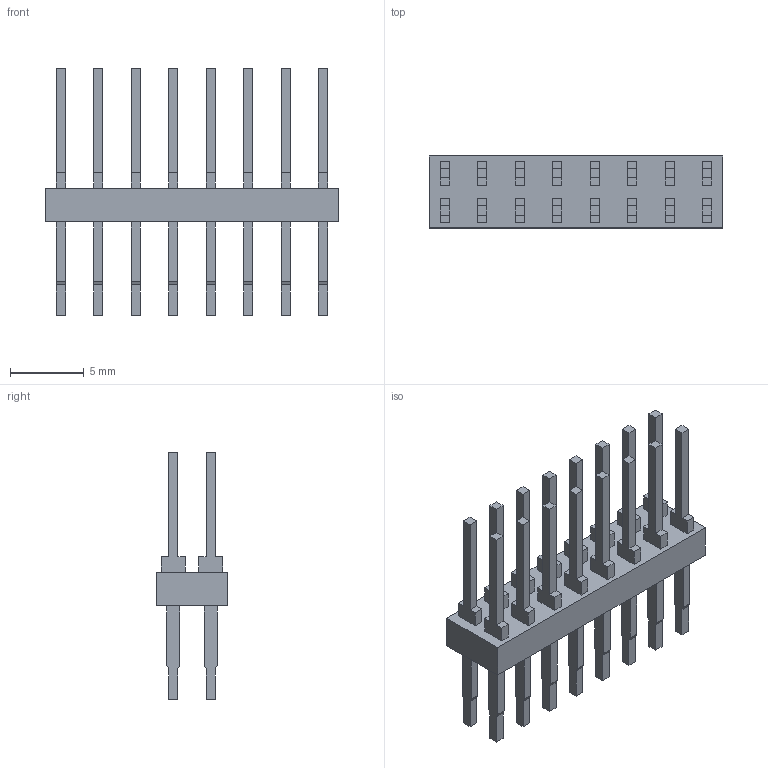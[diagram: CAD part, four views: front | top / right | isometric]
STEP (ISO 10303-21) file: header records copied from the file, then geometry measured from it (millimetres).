
FILE_DESCRIPTION((''),'2;1');
FILE_NAME('C-0103233-07-3','2007-08-31T',('workeradm'),('Tyco Electronics Corporation'),'PRO/ENGINEER BY PARAMETRIC TECHNOLOGY CORPORATION, 2005450','PRO/ENGINEER BY PARAMETRIC TECHNOLOGY CORPORATION, 2005450','');
FILE_SCHEMA(('CONFIG_CONTROL_DESIGN', 'GEOMETRIC_VALIDATION_PROPERTIES_MIM'));
Length unit declared in the file: millimetre
Products named in the file (1): C-0103233-07-3
Bounding box: 19.91 x 4.88 x 16.76 mm (x, y, z)
Volume: 335.8 mm3; surface area: 958.2 mm2
Topology: 1 solids, 1 shells, 294 faces, 780 edges, 520 vertices
Faces by surface type: plane 294
Entity records: 9053 total; most frequent: CARTESIAN_POINT 1595, ORIENTED_EDGE 1560, DIRECTION 1368, VECTOR 780, LINE 780, EDGE_CURVE 780, VERTEX_POINT 520, EDGE_LOOP 326
